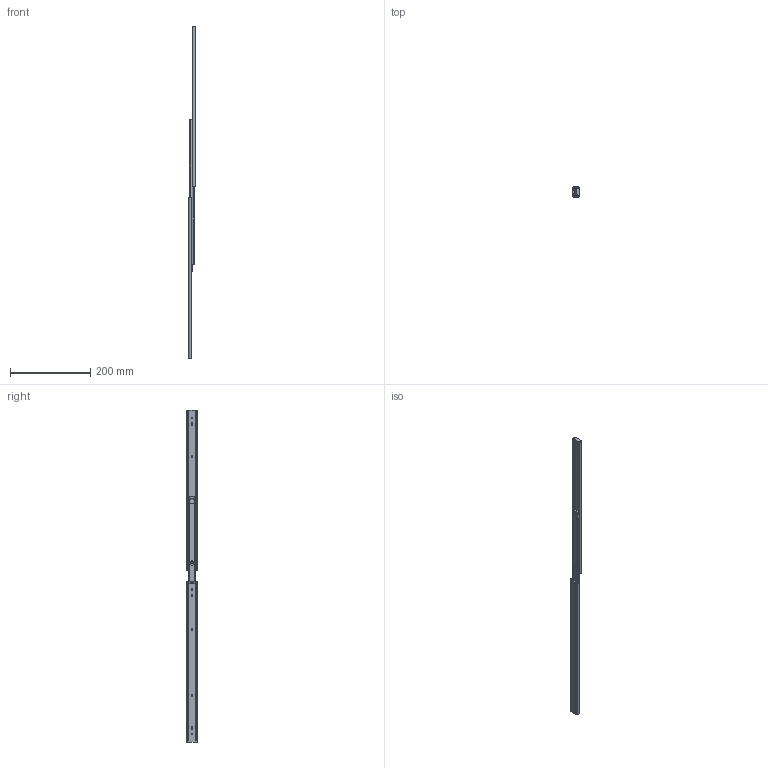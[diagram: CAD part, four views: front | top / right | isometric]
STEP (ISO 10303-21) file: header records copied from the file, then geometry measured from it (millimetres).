
FILE_DESCRIPTION (( 'STEP AP203' ), '1' );
FILE_NAME ('2731M-400.STEP', '2021-01-26T07:34:06', ( '' ), ( '' ), 'SwSTEP 2.0', 'SolidWorks 2019', '' );
FILE_SCHEMA (( 'CONFIG_CONTROL_DESIGN' ));
Length unit declared in the file: millimetre
Products named in the file (5): 2731M-400; SBP1017; OM-2731M-400; SBP1015; IM-2731M-400
Assembly tree (8 placements, depth 2):
  2731M-400
    OM-2731M-400  x2
    SBP1017  x2
    IM-2731M-400  x2
    SBP1015  x2
Bounding box: 19.1 x 27 x 826.28 mm (x, y, z)
Volume: 74699.3 mm3; surface area: 104270.1 mm2
Topology: 8 solids, 8 shells, 406 faces, 1092 edges, 692 vertices
Faces by surface type: cylinder 202, plane 164, torus 24, sphere 8, bspline 8
Entity records: 7269 total; most frequent: CARTESIAN_POINT 1450, DIRECTION 1128, ORIENTED_EDGE 1084, EDGE_CURVE 542, AXIS2_PLACEMENT_3D 416, VERTEX_POINT 346, LINE 296, VECTOR 296
